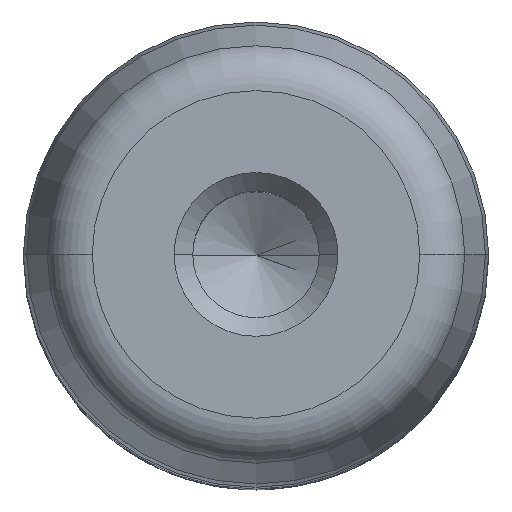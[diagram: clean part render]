
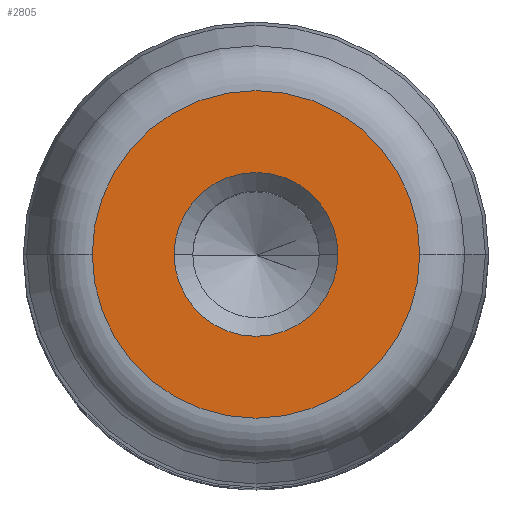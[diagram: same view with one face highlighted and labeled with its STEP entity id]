
A CAD part, top view. The second image highlights one B-rep face of the part: STEP entity #2805.
In plain terms, the highlighted planar face has unit normal (0, 0, 1).
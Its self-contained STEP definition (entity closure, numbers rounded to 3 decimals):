
#21 = AXIS2_PLACEMENT_3D ( 'NONE', #2529, #509, #2060 ) ;
#24 = VERTEX_POINT ( 'NONE', #2980 ) ;
#69 = CIRCLE ( 'NONE', #1419, 4.4 ) ;
#168 = DIRECTION ( 'NONE',  ( 0., 0., -1. ) ) ;
#301 = CARTESIAN_POINT ( 'NONE',  ( -8.799, 0., 100. ) ) ;
#341 = EDGE_CURVE ( 'NONE', #655, #2075, #1645, .T. ) ;
#392 = EDGE_CURVE ( 'NONE', #1111, #24, #69, .T. ) ;
#411 = DIRECTION ( 'NONE',  ( 1., 0., 0. ) ) ;
#509 = DIRECTION ( 'NONE',  ( 0., 0., -1. ) ) ;
#518 = DIRECTION ( 'NONE',  ( 0., 0., -1. ) ) ;
#553 = CIRCLE ( 'NONE', #21, 4.4 ) ;
#581 = DIRECTION ( 'NONE',  ( 0., 0., 1. ) ) ;
#607 = PLANE ( 'NONE',  #1620 ) ;
#655 = VERTEX_POINT ( 'NONE', #301 ) ;
#738 = CARTESIAN_POINT ( 'NONE',  ( 0., 0., 100. ) ) ;
#858 = CARTESIAN_POINT ( 'NONE',  ( 0., 0., 100. ) ) ;
#890 = CARTESIAN_POINT ( 'NONE',  ( 0., 0., 100. ) ) ;
#999 = CIRCLE ( 'NONE', #1899, 8.799 ) ;
#1111 = VERTEX_POINT ( 'NONE', #2338 ) ;
#1164 = DIRECTION ( 'NONE',  ( -1., 0., 0. ) ) ;
#1258 = AXIS2_PLACEMENT_3D ( 'NONE', #2106, #168, #1164 ) ;
#1267 = ORIENTED_EDGE ( 'NONE', *, *, #392, .T. ) ;
#1269 = FACE_BOUND ( 'NONE', #2831, .T. ) ;
#1314 = DIRECTION ( 'NONE',  ( 1., 0., 0. ) ) ;
#1402 = EDGE_CURVE ( 'NONE', #24, #1111, #553, .T. ) ;
#1416 = ORIENTED_EDGE ( 'NONE', *, *, #2809, .F. ) ;
#1419 = AXIS2_PLACEMENT_3D ( 'NONE', #890, #2854, #411 ) ;
#1620 = AXIS2_PLACEMENT_3D ( 'NONE', #858, #581, #1314 ) ;
#1645 = CIRCLE ( 'NONE', #1258, 8.799 ) ;
#1736 = DIRECTION ( 'NONE',  ( -1., 0., 0. ) ) ;
#1899 = AXIS2_PLACEMENT_3D ( 'NONE', #738, #518, #1736 ) ;
#2060 = DIRECTION ( 'NONE',  ( 1., 0., 0. ) ) ;
#2075 = VERTEX_POINT ( 'NONE', #2150 ) ;
#2085 = ORIENTED_EDGE ( 'NONE', *, *, #1402, .T. ) ;
#2106 = CARTESIAN_POINT ( 'NONE',  ( 0., 0., 100. ) ) ;
#2150 = CARTESIAN_POINT ( 'NONE',  ( 8.799, 0., 100. ) ) ;
#2213 = ORIENTED_EDGE ( 'NONE', *, *, #341, .F. ) ;
#2338 = CARTESIAN_POINT ( 'NONE',  ( 4.4, 0., 100. ) ) ;
#2529 = CARTESIAN_POINT ( 'NONE',  ( 0., 0., 100. ) ) ;
#2805 = ADVANCED_FACE ( 'NONE', ( #1269, #3077 ), #607, .T. ) ;
#2809 = EDGE_CURVE ( 'NONE', #2075, #655, #999, .T. ) ;
#2831 = EDGE_LOOP ( 'NONE', ( #1267, #2085 ) ) ;
#2854 = DIRECTION ( 'NONE',  ( 0., 0., -1. ) ) ;
#2980 = CARTESIAN_POINT ( 'NONE',  ( -4.4, 0., 100. ) ) ;
#3077 = FACE_OUTER_BOUND ( 'NONE', #3184, .T. ) ;
#3184 = EDGE_LOOP ( 'NONE', ( #2213, #1416 ) ) ;
